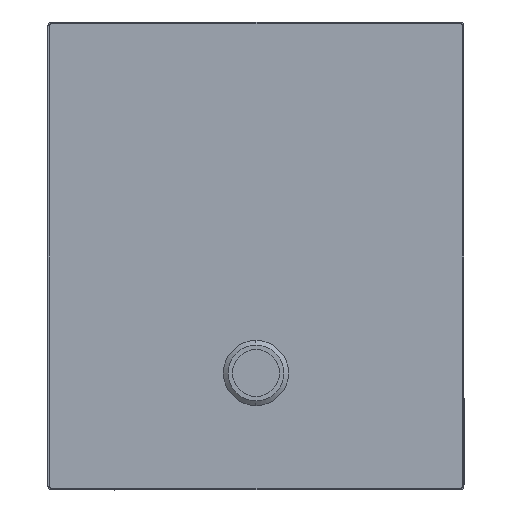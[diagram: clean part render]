
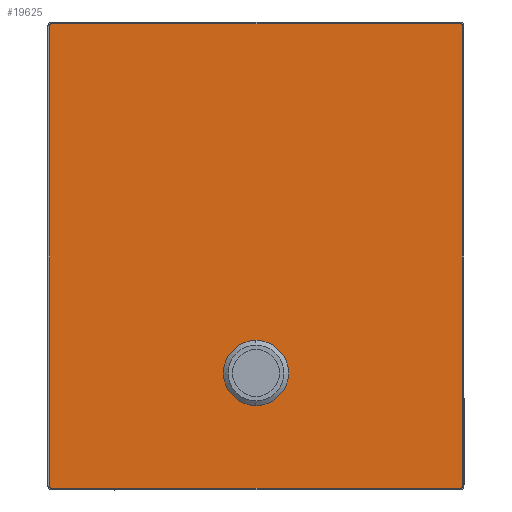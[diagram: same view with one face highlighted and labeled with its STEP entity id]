
A CAD part, front view. The second image highlights one B-rep face of the part: STEP entity #19625.
In plain terms, the highlighted planar face has unit normal (0, -1, 0).
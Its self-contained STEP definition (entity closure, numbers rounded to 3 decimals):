
#19424=CARTESIAN_POINT('',(393.,-40.,668.));
#19425=DIRECTION('',(0.,-1.,0.));
#19426=DIRECTION('',(1.,0.,0.));
#19427=AXIS2_PLACEMENT_3D('',#19424,#19425,#19426);
#19429=DIRECTION('',(0.,0.,1.));
#19430=VECTOR('',#19429,886.);
#19431=CARTESIAN_POINT('',(396.8,-40.,-218.));
#19432=LINE('',#19431,#19430);
#19433=CARTESIAN_POINT('',(393.,-40.,-218.));
#19434=DIRECTION('',(0.,-1.,0.));
#19435=DIRECTION('',(0.,0.,-1.));
#19436=AXIS2_PLACEMENT_3D('',#19433,#19434,#19435);
#19438=DIRECTION('',(1.,0.,0.));
#19439=VECTOR('',#19438,786.);
#19440=CARTESIAN_POINT('',(-393.,-40.,-221.8));
#19441=LINE('',#19440,#19439);
#19442=CARTESIAN_POINT('',(-393.,-40.,-218.));
#19443=DIRECTION('',(0.,-1.,0.));
#19444=DIRECTION('',(-1.,0.,0.));
#19445=AXIS2_PLACEMENT_3D('',#19442,#19443,#19444);
#19447=DIRECTION('',(0.,0.,-1.));
#19448=VECTOR('',#19447,886.);
#19449=CARTESIAN_POINT('',(-396.8,-40.,668.));
#19450=LINE('',#19449,#19448);
#19451=CARTESIAN_POINT('',(-393.,-40.,668.));
#19452=DIRECTION('',(0.,-1.,0.));
#19453=DIRECTION('',(0.,0.,1.));
#19454=AXIS2_PLACEMENT_3D('',#19451,#19452,#19453);
#19456=DIRECTION('',(-1.,0.,0.));
#19457=VECTOR('',#19456,786.);
#19458=CARTESIAN_POINT('',(393.,-40.,671.8));
#19459=LINE('',#19458,#19457);
#19460=CARTESIAN_POINT('',(0.,-40.,0.));
#19461=DIRECTION('',(0.,-1.,0.));
#19462=DIRECTION('',(0.,0.,1.));
#19463=AXIS2_PLACEMENT_3D('',#19460,#19461,#19462);
#19465=CARTESIAN_POINT('',(0.,-40.,0.));
#19466=DIRECTION('',(0.,-1.,0.));
#19467=DIRECTION('',(0.,0.,-1.));
#19468=AXIS2_PLACEMENT_3D('',#19465,#19466,#19467);
#19556=CARTESIAN_POINT('',(396.8,-40.,668.));
#19557=CARTESIAN_POINT('',(393.,-40.,671.8));
#19558=VERTEX_POINT('',#19556);
#19559=VERTEX_POINT('',#19557);
#19560=CARTESIAN_POINT('',(-393.,-40.,671.8));
#19561=VERTEX_POINT('',#19560);
#19562=CARTESIAN_POINT('',(-396.8,-40.,668.));
#19563=VERTEX_POINT('',#19562);
#19564=CARTESIAN_POINT('',(-396.8,-40.,-218.));
#19565=VERTEX_POINT('',#19564);
#19566=CARTESIAN_POINT('',(-393.,-40.,-221.8));
#19567=VERTEX_POINT('',#19566);
#19568=CARTESIAN_POINT('',(393.,-40.,-221.8));
#19569=VERTEX_POINT('',#19568);
#19570=CARTESIAN_POINT('',(396.8,-40.,-218.));
#19571=VERTEX_POINT('',#19570);
#19588=CARTESIAN_POINT('',(0.,-40.,62.637));
#19589=CARTESIAN_POINT('',(0.,-40.,-62.637));
#19590=VERTEX_POINT('',#19588);
#19591=VERTEX_POINT('',#19589);
#19596=CARTESIAN_POINT('',(0.,-40.,0.));
#19597=DIRECTION('',(0.,-1.,0.));
#19598=DIRECTION('',(0.,0.,-1.));
#19599=AXIS2_PLACEMENT_3D('',#19596,#19597,#19598);
#19600=PLANE('',#19599);
#19602=ORIENTED_EDGE('',*,*,#19601,.F.);
#19604=ORIENTED_EDGE('',*,*,#19603,.F.);
#19606=ORIENTED_EDGE('',*,*,#19605,.F.);
#19608=ORIENTED_EDGE('',*,*,#19607,.F.);
#19610=ORIENTED_EDGE('',*,*,#19609,.F.);
#19612=ORIENTED_EDGE('',*,*,#19611,.F.);
#19614=ORIENTED_EDGE('',*,*,#19613,.F.);
#19616=ORIENTED_EDGE('',*,*,#19615,.F.);
#19617=EDGE_LOOP('',(#19602,#19604,#19606,#19608,#19610,#19612,#19614,#19616));
#19618=FACE_OUTER_BOUND('',#19617,.F.);
#19620=ORIENTED_EDGE('',*,*,#19619,.T.);
#19622=ORIENTED_EDGE('',*,*,#19621,.T.);
#19623=EDGE_LOOP('',(#19620,#19622));
#19624=FACE_BOUND('',#19623,.F.);
#19625=ADVANCED_FACE('',(#19618,#19624),#19600,.T.);
#19428=CIRCLE('',#19427,3.8);
#19437=CIRCLE('',#19436,3.8);
#19446=CIRCLE('',#19445,3.8);
#19455=CIRCLE('',#19454,3.8);
#19464=CIRCLE('',#19463,62.637);
#19469=CIRCLE('',#19468,62.637);
#19601=EDGE_CURVE('',#19558,#19559,#19428,.T.);
#19603=EDGE_CURVE('',#19571,#19558,#19432,.T.);
#19605=EDGE_CURVE('',#19569,#19571,#19437,.T.);
#19607=EDGE_CURVE('',#19567,#19569,#19441,.T.);
#19609=EDGE_CURVE('',#19565,#19567,#19446,.T.);
#19611=EDGE_CURVE('',#19563,#19565,#19450,.T.);
#19613=EDGE_CURVE('',#19561,#19563,#19455,.T.);
#19615=EDGE_CURVE('',#19559,#19561,#19459,.T.);
#19619=EDGE_CURVE('',#19590,#19591,#19464,.T.);
#19621=EDGE_CURVE('',#19591,#19590,#19469,.T.);
